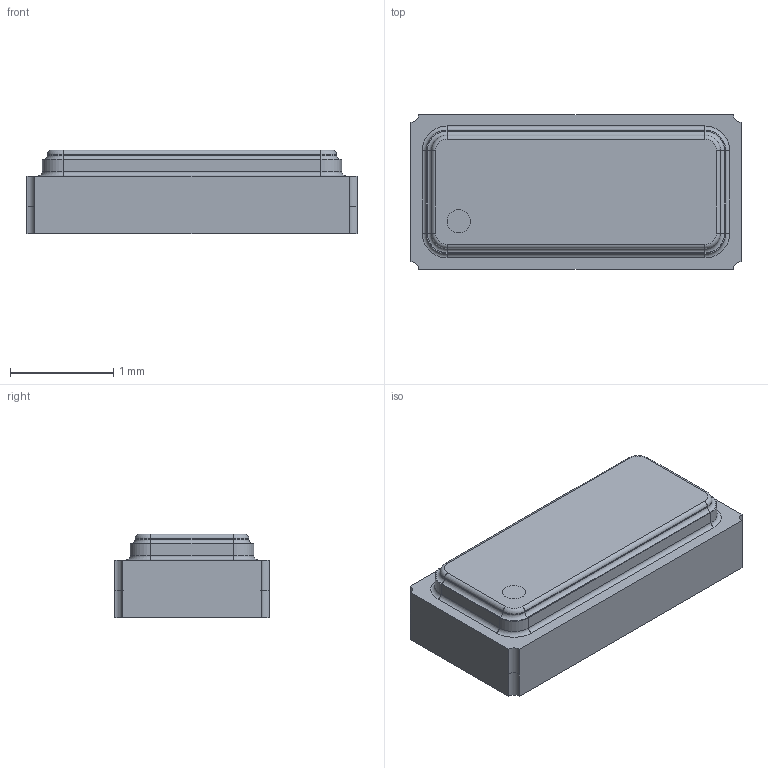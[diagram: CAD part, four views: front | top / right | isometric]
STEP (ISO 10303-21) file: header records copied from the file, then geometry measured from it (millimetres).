
FILE_DESCRIPTION (( 'STEP AP214' ), '1' );
FILE_NAME ('XT1312HHRXX32K76E.STEP', '2025-04-22T02:33:36', ( '' ), ( '' ), 'SwSTEP 2.0', 'SolidWorks 2023', '' );
FILE_SCHEMA (( 'AUTOMOTIVE_DESIGN' ));
Length unit declared in the file: millimetre
Products named in the file (1): XT1312HHRXX32K76E
Bounding box: 3.2 x 1.5 x 0.81 mm (x, y, z)
Volume: 3.5 mm3; surface area: 38.2 mm2
Topology: 6 solids, 6 shells, 107 faces, 250 edges, 156 vertices
Faces by surface type: plane 63, cylinder 32, torus 12
Entity records: 4269 total; most frequent: DIRECTION 542, CARTESIAN_POINT 514, ORIENTED_EDGE 500, EDGE_CURVE 250, AXIS2_PLACEMENT_3D 184, VECTOR 174, LINE 174, VERTEX_POINT 156
